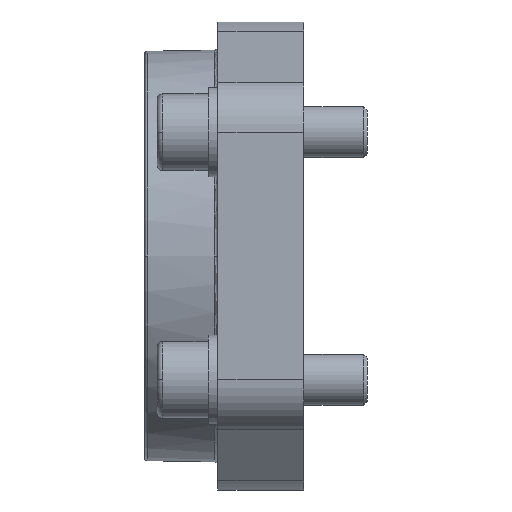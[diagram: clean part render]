
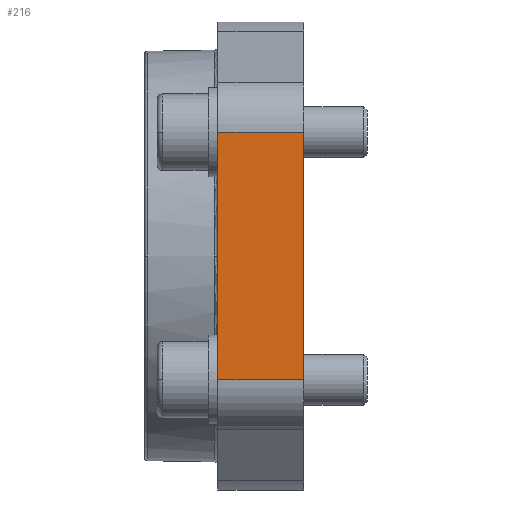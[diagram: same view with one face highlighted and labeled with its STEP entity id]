
A CAD part, front view. The second image highlights one B-rep face of the part: STEP entity #216.
In plain terms, the highlighted planar face has unit normal (0, -1, 0).
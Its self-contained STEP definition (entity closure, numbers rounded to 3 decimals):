
#216=ADVANCED_FACE('',(#518),#519,.T.);
#518=FACE_OUTER_BOUND('',#854,.T.);
#519=PLANE('',#855);
#854=EDGE_LOOP('',(#2041,#2042,#2043,#2044));
#855=AXIS2_PLACEMENT_3D('',#2045,#2046,#2047);
#2041=ORIENTED_EDGE('',*,*,#2543,.T.);
#2042=ORIENTED_EDGE('',*,*,#2585,.F.);
#2043=ORIENTED_EDGE('',*,*,#2576,.T.);
#2044=ORIENTED_EDGE('',*,*,#2586,.T.);
#2045=CARTESIAN_POINT('',(0.,-81.5,0.));
#2046=DIRECTION('',(-0.0,-1.0,0.0));
#2047=DIRECTION('',(0.,0.0,1.0));
#2543=EDGE_CURVE('',#3312,#3310,#3313,.T.);
#2576=EDGE_CURVE('',#3370,#3368,#3371,.T.);
#2585=EDGE_CURVE('',#3370,#3310,#3381,.T.);
#2586=EDGE_CURVE('',#3368,#3312,#3382,.T.);
#3310=VERTEX_POINT('',#5134);
#3312=VERTEX_POINT('',#5136);
#3313=LINE('',#5137,#5138);
#3368=VERTEX_POINT('',#5210);
#3370=VERTEX_POINT('',#5212);
#3371=LINE('',#5213,#5214);
#3381=LINE('',#5231,#5232);
#3382=LINE('',#5233,#5234);
#5134=CARTESIAN_POINT('',(-27.0,-81.5,-38.9));
#5136=CARTESIAN_POINT('',(-27.0,-81.5,38.9));
#5137=CARTESIAN_POINT('',(-27.0,-81.5,-38.9));
#5138=VECTOR('',#5878,1.0);
#5210=CARTESIAN_POINT('',(0.,-81.5,38.9));
#5212=CARTESIAN_POINT('',(0.,-81.5,-38.9));
#5213=CARTESIAN_POINT('',(0.,-81.5,-38.9));
#5214=VECTOR('',#5941,1.0);
#5231=CARTESIAN_POINT('',(0.,-81.5,-38.9));
#5232=VECTOR('',#5952,1.0);
#5233=CARTESIAN_POINT('',(0.,-81.5,38.9));
#5234=VECTOR('',#5953,1.0);
#5878=DIRECTION('',(0.,-0.0,-1.0));
#5941=DIRECTION('',(0.,0.0,1.0));
#5952=DIRECTION('',(-1.0,0.0,0.));
#5953=DIRECTION('',(-1.0,0.0,0.));
